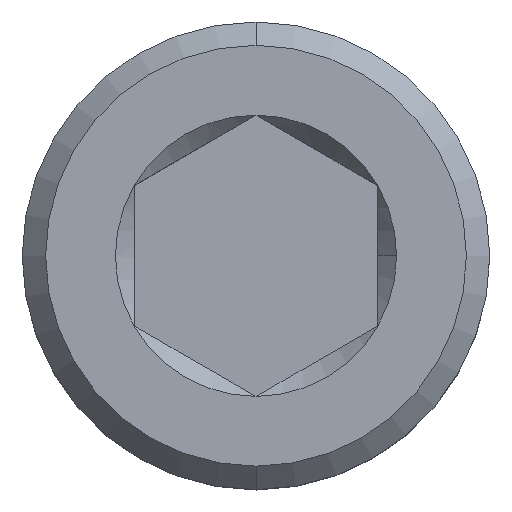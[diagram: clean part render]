
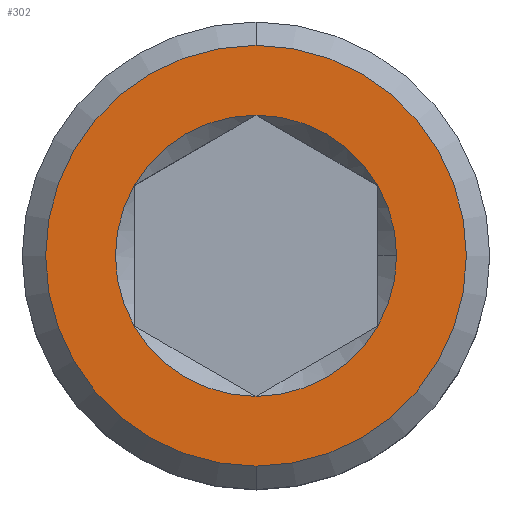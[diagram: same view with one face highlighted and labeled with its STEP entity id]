
A CAD part, top view. The second image highlights one B-rep face of the part: STEP entity #302.
In plain terms, the highlighted planar face has unit normal (0, 0, 1).
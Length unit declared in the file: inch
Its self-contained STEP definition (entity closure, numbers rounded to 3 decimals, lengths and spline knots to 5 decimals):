
#12 = DIRECTION ( 'NONE',  ( 1., 0., 0. ) ) ;
#17 = CARTESIAN_POINT ( 'NONE',  ( 0., 0., 0.164 ) ) ;
#22 = CARTESIAN_POINT ( 'NONE',  ( 0., 0., 0.164 ) ) ;
#34 = VERTEX_POINT ( 'NONE', #568 ) ;
#38 = CARTESIAN_POINT ( 'NONE',  ( 0., 0., 0.164 ) ) ;
#47 = AXIS2_PLACEMENT_3D ( 'NONE', #124, #175, #53 ) ;
#53 = DIRECTION ( 'NONE',  ( 0., 1., 0. ) ) ;
#57 = CIRCLE ( 'NONE', #598, 0.08119 ) ;
#67 = CARTESIAN_POINT ( 'NONE',  ( 0.08119, 0., 0.164 ) ) ;
#68 = CIRCLE ( 'NONE', #380, 0.1215 ) ;
#69 = VERTEX_POINT ( 'NONE', #334 ) ;
#70 = DIRECTION ( 'NONE',  ( 0., -1., 0. ) ) ;
#80 = EDGE_CURVE ( 'NONE', #426, #729, #90, .T. ) ;
#89 = DIRECTION ( 'NONE',  ( 0., 0., 1. ) ) ;
#90 = CIRCLE ( 'NONE', #105, 0.08119 ) ;
#91 = AXIS2_PLACEMENT_3D ( 'NONE', #38, #766, #777 ) ;
#104 = DIRECTION ( 'NONE',  ( 0., 0., 1. ) ) ;
#105 = AXIS2_PLACEMENT_3D ( 'NONE', #498, #741, #12 ) ;
#115 = EDGE_CURVE ( 'NONE', #69, #135, #432, .T. ) ;
#116 = AXIS2_PLACEMENT_3D ( 'NONE', #464, #104, #641 ) ;
#120 = VERTEX_POINT ( 'NONE', #67 ) ;
#124 = CARTESIAN_POINT ( 'NONE',  ( 0., 0.1215, 0.164 ) ) ;
#135 = VERTEX_POINT ( 'NONE', #504 ) ;
#157 = DIRECTION ( 'NONE',  ( 1., 0., 0. ) ) ;
#166 = CARTESIAN_POINT ( 'NONE',  ( 0.07031, 0.04059, 0.164 ) ) ;
#175 = DIRECTION ( 'NONE',  ( 0., 0., -1. ) ) ;
#177 = PLANE ( 'NONE',  #47 ) ;
#180 = ORIENTED_EDGE ( 'NONE', *, *, #744, .F. ) ;
#197 = CARTESIAN_POINT ( 'NONE',  ( 0., -0.08119, 0.164 ) ) ;
#208 = DIRECTION ( 'NONE',  ( 0., 0., 1. ) ) ;
#224 = EDGE_LOOP ( 'NONE', ( #363, #583, #791, #180, #267, #685, #710 ) ) ;
#231 = DIRECTION ( 'NONE',  ( 1., 0., 0. ) ) ;
#267 = ORIENTED_EDGE ( 'NONE', *, *, #364, .F. ) ;
#269 = AXIS2_PLACEMENT_3D ( 'NONE', #321, #541, #606 ) ;
#286 = DIRECTION ( 'NONE',  ( 0., 0., 1. ) ) ;
#302 = ADVANCED_FACE ( 'NONE', ( #422, #758 ), #177, .F. ) ;
#307 = CIRCLE ( 'NONE', #756, 0.08119 ) ;
#310 = ORIENTED_EDGE ( 'NONE', *, *, #434, .T. ) ;
#321 = CARTESIAN_POINT ( 'NONE',  ( 0., 0., 0.164 ) ) ;
#324 = CARTESIAN_POINT ( 'NONE',  ( 0., 0.1215, 0.164 ) ) ;
#334 = CARTESIAN_POINT ( 'NONE',  ( 0., 0.08119, 0.164 ) ) ;
#363 = ORIENTED_EDGE ( 'NONE', *, *, #397, .F. ) ;
#364 = EDGE_CURVE ( 'NONE', #729, #120, #307, .T. ) ;
#376 = CIRCLE ( 'NONE', #91, 0.1215 ) ;
#380 = AXIS2_PLACEMENT_3D ( 'NONE', #684, #691, #70 ) ;
#397 = EDGE_CURVE ( 'NONE', #135, #34, #438, .T. ) ;
#407 = DIRECTION ( 'NONE',  ( 0., 0., 1. ) ) ;
#422 = FACE_BOUND ( 'NONE', #224, .T. ) ;
#426 = VERTEX_POINT ( 'NONE', #197 ) ;
#432 = CIRCLE ( 'NONE', #600, 0.08119 ) ;
#434 = EDGE_CURVE ( 'NONE', #773, #510, #68, .T. ) ;
#438 = CIRCLE ( 'NONE', #578, 0.08119 ) ;
#464 = CARTESIAN_POINT ( 'NONE',  ( 0., 0., 0.164 ) ) ;
#498 = CARTESIAN_POINT ( 'NONE',  ( 0., 0., 0.164 ) ) ;
#504 = CARTESIAN_POINT ( 'NONE',  ( -0.07031, 0.04059, 0.164 ) ) ;
#506 = CARTESIAN_POINT ( 'NONE',  ( 0., -0.1215, 0.164 ) ) ;
#510 = VERTEX_POINT ( 'NONE', #506 ) ;
#540 = EDGE_CURVE ( 'NONE', #596, #69, #702, .T. ) ;
#541 = DIRECTION ( 'NONE',  ( 0., 0., 1. ) ) ;
#562 = EDGE_CURVE ( 'NONE', #510, #773, #376, .T. ) ;
#568 = CARTESIAN_POINT ( 'NONE',  ( -0.07031, -0.04059, 0.164 ) ) ;
#578 = AXIS2_PLACEMENT_3D ( 'NONE', #713, #286, #231 ) ;
#579 = ORIENTED_EDGE ( 'NONE', *, *, #562, .T. ) ;
#583 = ORIENTED_EDGE ( 'NONE', *, *, #115, .F. ) ;
#588 = EDGE_CURVE ( 'NONE', #34, #426, #57, .T. ) ;
#596 = VERTEX_POINT ( 'NONE', #166 ) ;
#598 = AXIS2_PLACEMENT_3D ( 'NONE', #716, #407, #157 ) ;
#600 = AXIS2_PLACEMENT_3D ( 'NONE', #17, #89, #619 ) ;
#606 = DIRECTION ( 'NONE',  ( 1., 0., 0. ) ) ;
#619 = DIRECTION ( 'NONE',  ( 1., 0., 0. ) ) ;
#638 = CIRCLE ( 'NONE', #269, 0.08119 ) ;
#639 = CARTESIAN_POINT ( 'NONE',  ( 0.07031, -0.04059, 0.164 ) ) ;
#641 = DIRECTION ( 'NONE',  ( 1., 0., 0. ) ) ;
#684 = CARTESIAN_POINT ( 'NONE',  ( 0., 0., 0.164 ) ) ;
#685 = ORIENTED_EDGE ( 'NONE', *, *, #80, .F. ) ;
#686 = DIRECTION ( 'NONE',  ( 1., 0., 0. ) ) ;
#691 = DIRECTION ( 'NONE',  ( 0., 0., 1. ) ) ;
#697 = EDGE_LOOP ( 'NONE', ( #310, #579 ) ) ;
#702 = CIRCLE ( 'NONE', #116, 0.08119 ) ;
#710 = ORIENTED_EDGE ( 'NONE', *, *, #588, .F. ) ;
#713 = CARTESIAN_POINT ( 'NONE',  ( 0., 0., 0.164 ) ) ;
#716 = CARTESIAN_POINT ( 'NONE',  ( 0., 0., 0.164 ) ) ;
#729 = VERTEX_POINT ( 'NONE', #639 ) ;
#741 = DIRECTION ( 'NONE',  ( 0., 0., 1. ) ) ;
#744 = EDGE_CURVE ( 'NONE', #120, #596, #638, .T. ) ;
#756 = AXIS2_PLACEMENT_3D ( 'NONE', #22, #208, #686 ) ;
#758 = FACE_OUTER_BOUND ( 'NONE', #697, .T. ) ;
#766 = DIRECTION ( 'NONE',  ( 0., 0., 1. ) ) ;
#773 = VERTEX_POINT ( 'NONE', #324 ) ;
#777 = DIRECTION ( 'NONE',  ( 0., -1., 0. ) ) ;
#791 = ORIENTED_EDGE ( 'NONE', *, *, #540, .F. ) ;
